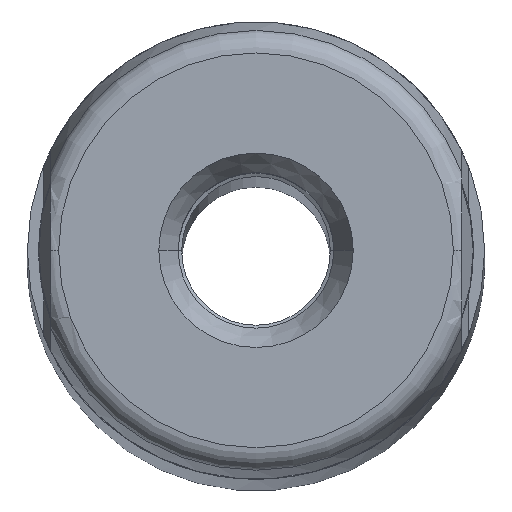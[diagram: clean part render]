
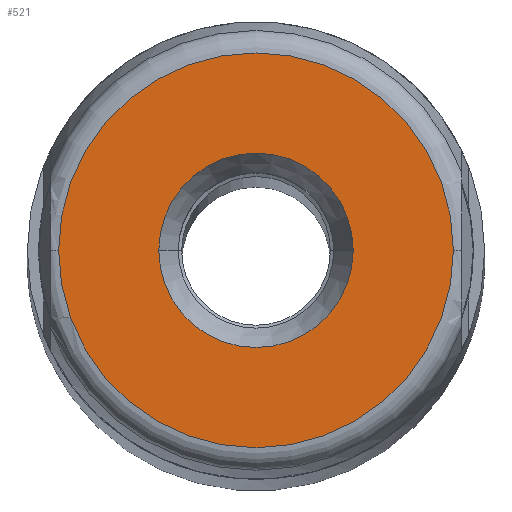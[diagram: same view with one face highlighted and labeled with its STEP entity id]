
A CAD part, top view. The second image highlights one B-rep face of the part: STEP entity #521.
In plain terms, the highlighted planar face has unit normal (0, 0, 1).
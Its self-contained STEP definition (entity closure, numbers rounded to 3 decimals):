
#24 = CARTESIAN_POINT ( 'NONE',  ( -8.632, 0., 0. ) ) ;
#113 = AXIS2_PLACEMENT_3D ( 'NONE', #120, #380, #1569 ) ;
#120 = CARTESIAN_POINT ( 'NONE',  ( 0., 0., 0. ) ) ;
#169 = DIRECTION ( 'NONE',  ( 0., 0., -1. ) ) ;
#195 = VERTEX_POINT ( 'NONE', #885 ) ;
#221 = EDGE_CURVE ( 'NONE', #684, #1364, #1468, .T. ) ;
#380 = DIRECTION ( 'NONE',  ( 0., 0., 1. ) ) ;
#414 = DIRECTION ( 'NONE',  ( 0., 0., 1. ) ) ;
#474 = EDGE_CURVE ( 'NONE', #1460, #195, #1612, .T. ) ;
#488 = CARTESIAN_POINT ( 'NONE',  ( 8.632, 0., 0. ) ) ;
#491 = ORIENTED_EDGE ( 'NONE', *, *, #474, .F. ) ;
#503 = EDGE_CURVE ( 'NONE', #1364, #684, #1445, .T. ) ;
#521 = ADVANCED_FACE ( 'NONE', ( #557, #1085 ), #931, .F. ) ;
#535 = CARTESIAN_POINT ( 'NONE',  ( 0., 0., 0. ) ) ;
#545 = ORIENTED_EDGE ( 'NONE', *, *, #503, .T. ) ;
#549 = CARTESIAN_POINT ( 'NONE',  ( 0., 0., 0. ) ) ;
#551 = DIRECTION ( 'NONE',  ( 1., 0., 0. ) ) ;
#557 = FACE_BOUND ( 'NONE', #1625, .T. ) ;
#591 = AXIS2_PLACEMENT_3D ( 'NONE', #840, #1247, #1548 ) ;
#615 = CIRCLE ( 'NONE', #591, 4.25 ) ;
#661 = DIRECTION ( 'NONE',  ( 0., 0., 1. ) ) ;
#684 = VERTEX_POINT ( 'NONE', #488 ) ;
#761 = ORIENTED_EDGE ( 'NONE', *, *, #221, .T. ) ;
#840 = CARTESIAN_POINT ( 'NONE',  ( 0., 0., 0. ) ) ;
#885 = CARTESIAN_POINT ( 'NONE',  ( -4.25, 0., 0. ) ) ;
#931 = PLANE ( 'NONE',  #1120 ) ;
#950 = CARTESIAN_POINT ( 'NONE',  ( 4.25, 0., 0. ) ) ;
#1085 = FACE_OUTER_BOUND ( 'NONE', #1541, .T. ) ;
#1120 = AXIS2_PLACEMENT_3D ( 'NONE', #1589, #169, #1608 ) ;
#1190 = DIRECTION ( 'NONE',  ( 1., 0., 0. ) ) ;
#1246 = AXIS2_PLACEMENT_3D ( 'NONE', #535, #414, #1190 ) ;
#1247 = DIRECTION ( 'NONE',  ( 0., 0., 1. ) ) ;
#1335 = EDGE_CURVE ( 'NONE', #195, #1460, #615, .T. ) ;
#1364 = VERTEX_POINT ( 'NONE', #24 ) ;
#1425 = AXIS2_PLACEMENT_3D ( 'NONE', #549, #661, #551 ) ;
#1445 = CIRCLE ( 'NONE', #1425, 8.632 ) ;
#1460 = VERTEX_POINT ( 'NONE', #950 ) ;
#1468 = CIRCLE ( 'NONE', #113, 8.632 ) ;
#1520 = ORIENTED_EDGE ( 'NONE', *, *, #1335, .F. ) ;
#1541 = EDGE_LOOP ( 'NONE', ( #761, #545 ) ) ;
#1548 = DIRECTION ( 'NONE',  ( 1., 0., 0. ) ) ;
#1569 = DIRECTION ( 'NONE',  ( 1., 0., 0. ) ) ;
#1589 = CARTESIAN_POINT ( 'NONE',  ( 0., 0., 0. ) ) ;
#1608 = DIRECTION ( 'NONE',  ( -1., 0., 0. ) ) ;
#1612 = CIRCLE ( 'NONE', #1246, 4.25 ) ;
#1625 = EDGE_LOOP ( 'NONE', ( #491, #1520 ) ) ;
